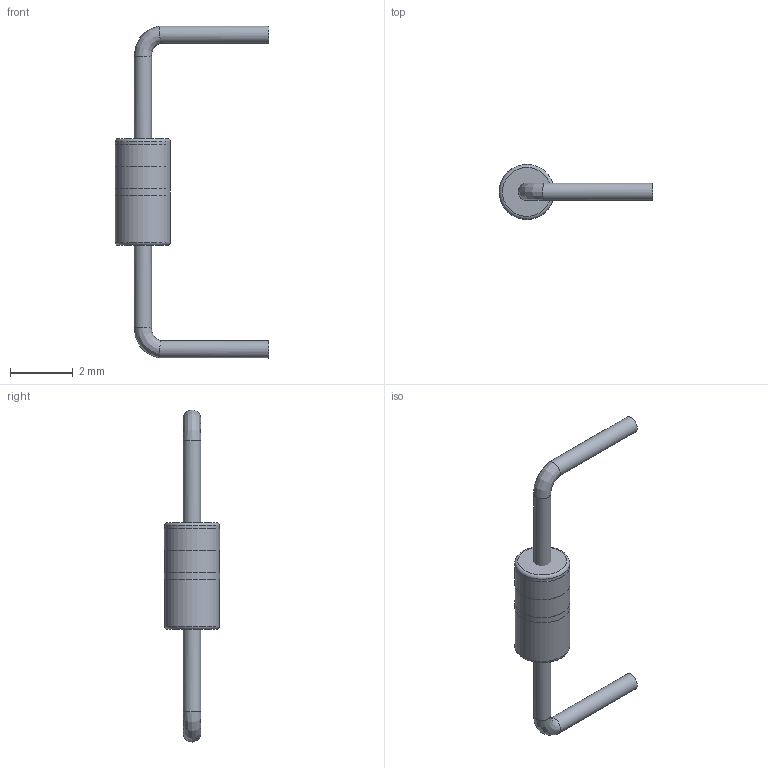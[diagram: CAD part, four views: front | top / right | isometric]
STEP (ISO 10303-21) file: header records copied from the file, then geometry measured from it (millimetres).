
FILE_DESCRIPTION(('FreeCAD Model'),'2;1');
FILE_NAME('DO35_H_10.stp', '2017-11-12T10:24:21',('Author'),(''), 'Open CASCADE STEP processor 6.8','FreeCAD','Unknown');
FILE_SCHEMA(('AUTOMOTIVE_DESIGN_CC2 { 1 2 10303 214 -1 1 5 4 }'));
Length unit declared in the file: millimetre
Products named in the file (6): ASSEMBLY; Fillet; Pad001; Pad002; Sweep_(Mirror_#1); Sweep
Assembly tree (5 placements, depth 2):
  ASSEMBLY
    Fillet
    Pad001
    Pad002
    Sweep_(Mirror_#1)
    Sweep
Bounding box: 4.88 x 1.75 x 10.55 mm (x, y, z)
Volume: 11.9 mm3; surface area: 61 mm2
Topology: 5 solids, 5 shells, 23 faces, 37 edges, 24 vertices
Faces by surface type: plane 10, cylinder 9, torus 2, bspline 2
Full cylindrical faces by diameter (mm): 0.55 x4, 1.75 x3, 1.754 x2
Entity records: 5671 total; most frequent: CARTESIAN_POINT 4775, DIRECTION 138, ORIENTED_EDGE 74, PCURVE 74, DEFINITIONAL_REPRESENTATION 74, LINE 46, VECTOR 46, AXIS2_PLACEMENT_3D 45
